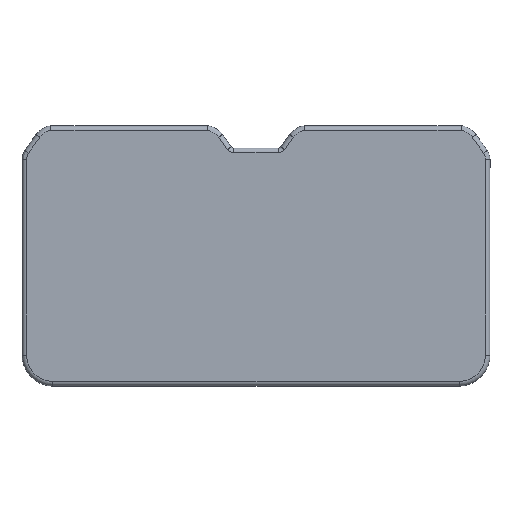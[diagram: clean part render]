
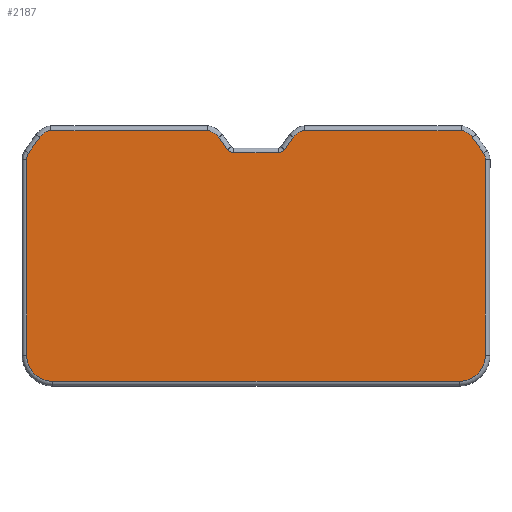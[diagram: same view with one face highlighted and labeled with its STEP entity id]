
A CAD part, top view. The second image highlights one B-rep face of the part: STEP entity #2187.
In plain terms, the highlighted planar face has unit normal (0, 0, 1).
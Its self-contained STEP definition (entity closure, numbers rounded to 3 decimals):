
#149=FACE_OUTER_BOUND('',#279,.T.);
#279=EDGE_LOOP('',(#1661,#1662,#1663,#1664,#1665,#1666,#1667,#1668,#1669,
#1670,#1671,#1672,#1673,#1674,#1675,#1676,#1677,#1678,#1679,#1680));
#374=B_SPLINE_CURVE_WITH_KNOTS('',3,(#3334,#3335,#3336,#3337,#3338,#3339),
 .UNSPECIFIED.,.F.,.F.,(4,1,1,4),(-0.217,-0.171,
-0.124,0.),.UNSPECIFIED.);
#376=B_SPLINE_CURVE_WITH_KNOTS('',3,(#3400,#3401,#3402,#3403,#3404,#3405,
#3406,#3407,#3408),.UNSPECIFIED.,.F.,.F.,(4,1,1,1,1,1,4),(-0.434,
-0.403,-0.372,-0.31,-0.186,
-0.093,0.),.UNSPECIFIED.);
#378=B_SPLINE_CURVE_WITH_KNOTS('',3,(#3472,#3473,#3474,#3475,#3476,#3477,
#3478,#3479,#3480),.UNSPECIFIED.,.F.,.F.,(4,1,1,1,1,1,4),(-0.434,
-0.31,-0.186,-0.124,-0.062,
-0.031,0.),.UNSPECIFIED.);
#380=B_SPLINE_CURVE_WITH_KNOTS('',3,(#3573,#3574,#3575,#3576,#3577,#3578,
#3579,#3580,#3581,#3582),.UNSPECIFIED.,.F.,.F.,(4,1,1,1,1,1,1,4),(-0.434,
-0.403,-0.372,-0.349,-0.31,
-0.186,-0.093,0.),.UNSPECIFIED.);
#382=B_SPLINE_CURVE_WITH_KNOTS('',3,(#3647,#3648,#3649,#3650,#3651,#3652,
#3653,#3654,#3655),.UNSPECIFIED.,.F.,.F.,(4,1,1,1,1,1,4),(-0.434,
-0.31,-0.186,-0.124,-0.062,
-0.031,0.),.UNSPECIFIED.);
#384=B_SPLINE_CURVE_WITH_KNOTS('',3,(#3704,#3705,#3706,#3707,#3708,#3709),
 .UNSPECIFIED.,.F.,.F.,(4,1,1,4),(-0.217,-0.093,
-0.047,0.),.UNSPECIFIED.);
#425=CIRCLE('',#2340,2.5);
#429=CIRCLE('',#2346,2.5);
#439=CIRCLE('',#2361,8.5);
#442=CIRCLE('',#2366,8.5);
#509=LINE('',#3300,#721);
#510=LINE('',#3350,#722);
#512=LINE('',#3422,#724);
#514=LINE('',#3494,#726);
#516=LINE('',#3506,#728);
#518=LINE('',#3518,#730);
#520=LINE('',#3597,#732);
#522=LINE('',#3669,#734);
#524=LINE('',#3720,#736);
#526=LINE('',#3732,#738);
#721=VECTOR('',#2626,10.);
#722=VECTOR('',#2633,10.);
#724=VECTOR('',#2641,10.);
#726=VECTOR('',#2649,10.);
#728=VECTOR('',#2663,10.);
#730=VECTOR('',#2677,10.);
#732=VECTOR('',#2685,10.);
#734=VECTOR('',#2693,10.);
#736=VECTOR('',#2701,10.);
#738=VECTOR('',#2715,10.);
#950=VERTEX_POINT('',#3293);
#953=VERTEX_POINT('',#3298);
#955=VERTEX_POINT('',#3332);
#957=VERTEX_POINT('',#3348);
#959=VERTEX_POINT('',#3398);
#961=VERTEX_POINT('',#3420);
#963=VERTEX_POINT('',#3470);
#965=VERTEX_POINT('',#3492);
#967=VERTEX_POINT('',#3498);
#969=VERTEX_POINT('',#3504);
#971=VERTEX_POINT('',#3510);
#973=VERTEX_POINT('',#3516);
#975=VERTEX_POINT('',#3571);
#977=VERTEX_POINT('',#3595);
#979=VERTEX_POINT('',#3645);
#981=VERTEX_POINT('',#3667);
#983=VERTEX_POINT('',#3702);
#985=VERTEX_POINT('',#3718);
#987=VERTEX_POINT('',#3724);
#989=VERTEX_POINT('',#3730);
#1175=EDGE_CURVE('',#953,#950,#509,.T.);
#1177=EDGE_CURVE('',#955,#953,#374,.T.);
#1180=EDGE_CURVE('',#957,#955,#510,.T.);
#1183=EDGE_CURVE('',#959,#957,#376,.T.);
#1186=EDGE_CURVE('',#961,#959,#512,.T.);
#1189=EDGE_CURVE('',#963,#961,#378,.T.);
#1192=EDGE_CURVE('',#965,#963,#514,.T.);
#1195=EDGE_CURVE('',#967,#965,#425,.T.);
#1198=EDGE_CURVE('',#969,#967,#516,.T.);
#1201=EDGE_CURVE('',#971,#969,#429,.T.);
#1204=EDGE_CURVE('',#973,#971,#518,.T.);
#1207=EDGE_CURVE('',#975,#973,#380,.T.);
#1210=EDGE_CURVE('',#977,#975,#520,.T.);
#1213=EDGE_CURVE('',#979,#977,#382,.T.);
#1216=EDGE_CURVE('',#981,#979,#522,.T.);
#1219=EDGE_CURVE('',#983,#981,#384,.T.);
#1222=EDGE_CURVE('',#985,#983,#524,.T.);
#1225=EDGE_CURVE('',#987,#985,#439,.T.);
#1228=EDGE_CURVE('',#989,#987,#526,.T.);
#1230=EDGE_CURVE('',#950,#989,#442,.T.);
#1661=ORIENTED_EDGE('',*,*,#1175,.F.);
#1662=ORIENTED_EDGE('',*,*,#1177,.F.);
#1663=ORIENTED_EDGE('',*,*,#1180,.F.);
#1664=ORIENTED_EDGE('',*,*,#1183,.F.);
#1665=ORIENTED_EDGE('',*,*,#1186,.F.);
#1666=ORIENTED_EDGE('',*,*,#1189,.F.);
#1667=ORIENTED_EDGE('',*,*,#1192,.F.);
#1668=ORIENTED_EDGE('',*,*,#1195,.F.);
#1669=ORIENTED_EDGE('',*,*,#1198,.F.);
#1670=ORIENTED_EDGE('',*,*,#1201,.F.);
#1671=ORIENTED_EDGE('',*,*,#1204,.F.);
#1672=ORIENTED_EDGE('',*,*,#1207,.F.);
#1673=ORIENTED_EDGE('',*,*,#1210,.F.);
#1674=ORIENTED_EDGE('',*,*,#1213,.F.);
#1675=ORIENTED_EDGE('',*,*,#1216,.F.);
#1676=ORIENTED_EDGE('',*,*,#1219,.F.);
#1677=ORIENTED_EDGE('',*,*,#1222,.F.);
#1678=ORIENTED_EDGE('',*,*,#1225,.F.);
#1679=ORIENTED_EDGE('',*,*,#1228,.F.);
#1680=ORIENTED_EDGE('',*,*,#1230,.F.);
#2085=PLANE('',#2386);
#2187=ADVANCED_FACE('',(#149),#2085,.T.);
#2340=AXIS2_PLACEMENT_3D('',#3500,#2655,#2656);
#2346=AXIS2_PLACEMENT_3D('',#3512,#2669,#2670);
#2361=AXIS2_PLACEMENT_3D('',#3726,#2707,#2708);
#2366=AXIS2_PLACEMENT_3D('',#3735,#2719,#2720);
#2386=AXIS2_PLACEMENT_3D('',#3831,#2788,#2789);
#2626=DIRECTION('',(0.,-1.,0.));
#2633=DIRECTION('',(0.577,-0.816,0.));
#2641=DIRECTION('',(1.,0.,0.));
#2649=DIRECTION('',(0.577,0.816,0.));
#2655=DIRECTION('center_axis',(0.,0.,1.));
#2656=DIRECTION('ref_axis',(0.46,-0.888,0.));
#2663=DIRECTION('',(1.,0.,0.));
#2669=DIRECTION('center_axis',(0.,0.,1.));
#2670=DIRECTION('ref_axis',(-0.46,-0.888,0.));
#2677=DIRECTION('',(0.577,-0.816,0.));
#2685=DIRECTION('',(1.,0.,0.));
#2693=DIRECTION('',(0.577,0.816,0.));
#2701=DIRECTION('',(0.,1.,0.));
#2707=DIRECTION('center_axis',(0.,0.,-1.));
#2708=DIRECTION('ref_axis',(-0.707,-0.707,0.));
#2715=DIRECTION('',(-1.,0.,0.));
#2719=DIRECTION('center_axis',(0.,0.,-1.));
#2720=DIRECTION('ref_axis',(0.707,-0.707,0.));
#2788=DIRECTION('center_axis',(0.,0.,1.));
#2789=DIRECTION('ref_axis',(-1.,0.,0.));
#3293=CARTESIAN_POINT('',(33.182,-3.682,29.1));
#3298=CARTESIAN_POINT('',(33.182,59.538,29.1));
#3300=CARTESIAN_POINT('',(33.182,12.351,29.1));
#3332=CARTESIAN_POINT('',(32.588,61.596,29.1));
#3334=CARTESIAN_POINT('Ctrl Pts',(32.588,61.596,29.1));
#3335=CARTESIAN_POINT('Ctrl Pts',(32.678,61.469,29.1));
#3336=CARTESIAN_POINT('Ctrl Pts',(32.831,61.198,29.1));
#3337=CARTESIAN_POINT('Ctrl Pts',(33.092,60.521,29.1));
#3338=CARTESIAN_POINT('Ctrl Pts',(33.182,59.952,29.1));
#3339=CARTESIAN_POINT('Ctrl Pts',(33.182,59.538,29.1));
#3348=CARTESIAN_POINT('',(28.939,66.756,29.1));
#3350=CARTESIAN_POINT('',(28.151,67.87,29.1));
#3398=CARTESIAN_POINT('',(25.336,68.95,29.1));
#3400=CARTESIAN_POINT('Ctrl Pts',(25.336,68.95,29.1));
#3401=CARTESIAN_POINT('Ctrl Pts',(25.439,68.95,29.1));
#3402=CARTESIAN_POINT('Ctrl Pts',(25.645,68.928,29.1));
#3403=CARTESIAN_POINT('Ctrl Pts',(26.048,68.837,29.1));
#3404=CARTESIAN_POINT('Ctrl Pts',(26.729,68.589,29.1));
#3405=CARTESIAN_POINT('Ctrl Pts',(27.541,68.124,29.1));
#3406=CARTESIAN_POINT('Ctrl Pts',(28.344,67.472,29.1));
#3407=CARTESIAN_POINT('Ctrl Pts',(28.76,67.009,29.1));
#3408=CARTESIAN_POINT('Ctrl Pts',(28.939,66.756,29.1));
#3420=CARTESIAN_POINT('',(-25.336,68.95,29.1));
#3422=CARTESIAN_POINT('',(-7.832,68.95,29.1));
#3470=CARTESIAN_POINT('',(-28.939,66.756,29.1));
#3472=CARTESIAN_POINT('Ctrl Pts',(-28.939,66.756,29.1));
#3473=CARTESIAN_POINT('Ctrl Pts',(-28.701,67.093,29.1));
#3474=CARTESIAN_POINT('Ctrl Pts',(-28.124,67.691,29.1));
#3475=CARTESIAN_POINT('Ctrl Pts',(-27.275,68.289,29.1));
#3476=CARTESIAN_POINT('Ctrl Pts',(-26.536,68.66,29.1));
#3477=CARTESIAN_POINT('Ctrl Pts',(-26.048,68.837,29.1));
#3478=CARTESIAN_POINT('Ctrl Pts',(-25.645,68.928,29.1));
#3479=CARTESIAN_POINT('Ctrl Pts',(-25.439,68.95,29.1));
#3480=CARTESIAN_POINT('Ctrl Pts',(-25.336,68.95,29.1));
#3492=CARTESIAN_POINT('',(-31.732,62.807,29.1));
#3494=CARTESIAN_POINT('',(-39.994,51.122,29.1));
#3498=CARTESIAN_POINT('',(-33.773,61.75,29.1));
#3500=CARTESIAN_POINT('Origin',(-33.773,64.25,29.1));
#3504=CARTESIAN_POINT('',(-48.227,61.75,29.1));
#3506=CARTESIAN_POINT('',(-37.387,61.75,29.1));
#3510=CARTESIAN_POINT('',(-50.268,62.807,29.1));
#3512=CARTESIAN_POINT('Origin',(-48.227,64.25,29.1));
#3516=CARTESIAN_POINT('',(-53.061,66.756,29.1));
#3518=CARTESIAN_POINT('',(-40.61,49.148,29.1));
#3571=CARTESIAN_POINT('',(-56.664,68.95,29.1));
#3573=CARTESIAN_POINT('Ctrl Pts',(-56.664,68.95,29.1));
#3574=CARTESIAN_POINT('Ctrl Pts',(-56.561,68.95,29.1));
#3575=CARTESIAN_POINT('Ctrl Pts',(-56.355,68.928,29.1));
#3576=CARTESIAN_POINT('Ctrl Pts',(-56.077,68.865,29.1));
#3577=CARTESIAN_POINT('Ctrl Pts',(-55.782,68.775,29.1));
#3578=CARTESIAN_POINT('Ctrl Pts',(-55.203,68.55,29.1));
#3579=CARTESIAN_POINT('Ctrl Pts',(-54.459,68.124,29.1));
#3580=CARTESIAN_POINT('Ctrl Pts',(-53.656,67.472,29.1));
#3581=CARTESIAN_POINT('Ctrl Pts',(-53.24,67.009,29.1));
#3582=CARTESIAN_POINT('Ctrl Pts',(-53.061,66.756,29.1));
#3595=CARTESIAN_POINT('',(-107.336,68.95,29.1));
#3597=CARTESIAN_POINT('',(-7.832,68.95,29.1));
#3645=CARTESIAN_POINT('',(-110.939,66.756,29.1));
#3647=CARTESIAN_POINT('Ctrl Pts',(-110.939,66.756,29.1));
#3648=CARTESIAN_POINT('Ctrl Pts',(-110.701,67.093,29.1));
#3649=CARTESIAN_POINT('Ctrl Pts',(-110.123,67.692,29.1));
#3650=CARTESIAN_POINT('Ctrl Pts',(-109.275,68.289,29.1));
#3651=CARTESIAN_POINT('Ctrl Pts',(-108.536,68.66,29.1));
#3652=CARTESIAN_POINT('Ctrl Pts',(-108.048,68.837,29.1));
#3653=CARTESIAN_POINT('Ctrl Pts',(-107.645,68.928,29.1));
#3654=CARTESIAN_POINT('Ctrl Pts',(-107.439,68.95,29.1));
#3655=CARTESIAN_POINT('Ctrl Pts',(-107.336,68.95,29.1));
#3667=CARTESIAN_POINT('',(-114.588,61.596,29.1));
#3669=CARTESIAN_POINT('',(-108.327,70.45,29.1));
#3702=CARTESIAN_POINT('',(-115.182,59.538,29.1));
#3704=CARTESIAN_POINT('Ctrl Pts',(-115.182,59.538,29.1));
#3705=CARTESIAN_POINT('Ctrl Pts',(-115.182,59.952,29.1));
#3706=CARTESIAN_POINT('Ctrl Pts',(-115.092,60.521,29.1));
#3707=CARTESIAN_POINT('Ctrl Pts',(-114.831,61.198,29.1));
#3708=CARTESIAN_POINT('Ctrl Pts',(-114.678,61.469,29.1));
#3709=CARTESIAN_POINT('Ctrl Pts',(-114.588,61.596,29.1));
#3718=CARTESIAN_POINT('',(-115.182,-3.682,29.1));
#3720=CARTESIAN_POINT('',(-115.182,43.961,29.1));
#3724=CARTESIAN_POINT('',(-106.682,-12.182,29.1));
#3726=CARTESIAN_POINT('Origin',(-106.682,-3.682,29.1));
#3730=CARTESIAN_POINT('',(24.682,-12.182,29.1));
#3732=CARTESIAN_POINT('',(-73.841,-12.182,29.1));
#3735=CARTESIAN_POINT('Origin',(24.682,-3.682,29.1));
#3831=CARTESIAN_POINT('Origin',(-41.,28.384,29.1));
